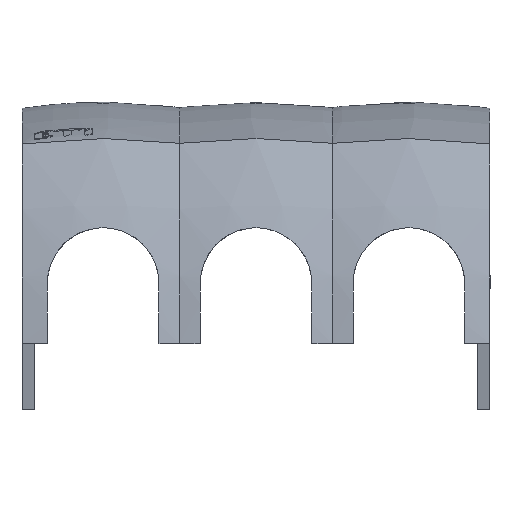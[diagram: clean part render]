
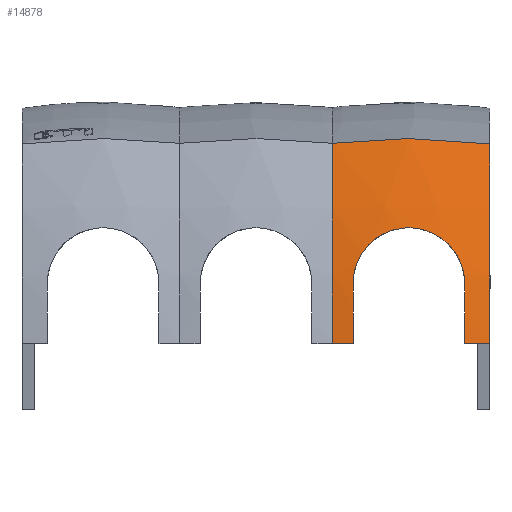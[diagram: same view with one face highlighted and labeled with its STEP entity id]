
A CAD part, front view. The second image highlights one B-rep face of the part: STEP entity #14878.
In plain terms, the highlighted free-form (B-spline) face has degree [3, 3] with [4, 4] control points.
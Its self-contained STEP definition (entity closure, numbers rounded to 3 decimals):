
#7776=CARTESIAN_POINT('',(25.991,-87.816,46.122));
#7777=CARTESIAN_POINT('',(27.53,-87.816,46.122));
#7778=CARTESIAN_POINT('',(30.608,-87.758,46.059));
#7779=CARTESIAN_POINT('',(35.215,-87.515,45.754));
#7780=CARTESIAN_POINT('',(38.27,-87.244,45.418));
#7781=CARTESIAN_POINT('',(39.791,-87.081,45.217));
#7786=CARTESIAN_POINT('',(12.991,-87.164,45.32));
#7787=CARTESIAN_POINT('',(14.425,-87.309,45.498));
#7788=CARTESIAN_POINT('',(17.303,-87.549,45.796));
#7789=CARTESIAN_POINT('',(21.643,-87.764,46.066));
#7790=CARTESIAN_POINT('',(24.542,-87.816,46.122));
#7791=CARTESIAN_POINT('',(25.991,-87.816,46.122));
#7968=CARTESIAN_POINT('',(39.791,41.968,2.25));
#7969=DIRECTION('',(1.,0.,0.));
#7970=DIRECTION('',(0.,-0.949,0.316));
#7971=AXIS2_PLACEMENT_3D('',#7968,#7969,#7970);
#8114=CARTESIAN_POINT('',(39.791,-93.748,11.25));
#8115=CARTESIAN_POINT('',(39.314,-93.816,11.25));
#8116=CARTESIAN_POINT('',(38.36,-93.946,11.25));
#8117=CARTESIAN_POINT('',(36.927,-94.12,11.25));
#8118=CARTESIAN_POINT('',(35.97,-94.222,11.25));
#8119=CARTESIAN_POINT('',(35.491,-94.269,11.25));
#8139=CARTESIAN_POINT('',(35.491,41.968,2.25));
#8140=DIRECTION('',(-1.,0.,0.));
#8141=DIRECTION('',(0.,-0.998,0.066));
#8142=AXIS2_PLACEMENT_3D('',#8139,#8140,#8141);
#8169=CARTESIAN_POINT('',(24.691,-92.003,30.861));
#8170=CARTESIAN_POINT('',(24.131,-92.012,30.783));
#8171=CARTESIAN_POINT('',(23.026,-92.041,30.529));
#8172=CARTESIAN_POINT('',(21.459,-92.119,29.857));
#8173=CARTESIAN_POINT('',(20.032,-92.23,28.915));
#8174=CARTESIAN_POINT('',(18.798,-92.374,27.733));
#8175=CARTESIAN_POINT('',(17.793,-92.548,26.351));
#8176=CARTESIAN_POINT('',(17.05,-92.748,24.81));
#8177=CARTESIAN_POINT('',(16.594,-92.97,23.162));
#8178=CARTESIAN_POINT('',(16.491,-93.128,22.021));
#8179=CARTESIAN_POINT('',(16.491,-93.209,21.45));
#8206=CARTESIAN_POINT('',(16.491,41.968,2.25));
#8207=DIRECTION('',(1.,0.,0.));
#8208=DIRECTION('',(0.,-0.99,0.141));
#8209=AXIS2_PLACEMENT_3D('',#8206,#8207,#8208);
#10225=CARTESIAN_POINT('',(12.991,41.968,2.25));
#10226=DIRECTION('',(1.,0.,0.));
#10227=DIRECTION('',(0.,-0.949,0.316));
#10228=AXIS2_PLACEMENT_3D('',#10225,#10226,#10227);
#10233=CARTESIAN_POINT('',(27.29,-92.003,
30.861));
#10234=CARTESIAN_POINT('',(27.834,-92.011,
30.786));
#10235=CARTESIAN_POINT('',(28.916,-92.04,
30.54));
#10236=CARTESIAN_POINT('',(30.478,-92.118,
29.881));
#10237=CARTESIAN_POINT('',(31.915,-92.228,
28.941));
#10238=CARTESIAN_POINT('',(33.157,-92.369,
27.766));
#10239=CARTESIAN_POINT('',(34.189,-92.548,
26.352));
#10240=CARTESIAN_POINT('',(34.926,-92.745,
24.824));
#10241=CARTESIAN_POINT('',(35.389,-92.97,
23.159));
#10242=CARTESIAN_POINT('',(35.491,-93.128,
22.02));
#10243=CARTESIAN_POINT('',(35.491,-93.209,
21.45));
#10248=CARTESIAN_POINT('',(25.991,-91.993,
30.95));
#10249=CARTESIAN_POINT('',(26.136,-91.993,
30.95));
#10250=CARTESIAN_POINT('',(26.425,-91.993,
30.943));
#10251=CARTESIAN_POINT('',(26.859,-91.997,
30.914));
#10252=CARTESIAN_POINT('',(27.147,-92.001,
30.88));
#10253=CARTESIAN_POINT('',(27.29,-92.003,
30.861));
#10258=CARTESIAN_POINT('',(24.691,-92.003,
30.861));
#10259=CARTESIAN_POINT('',(24.834,-92.001,
30.88));
#10260=CARTESIAN_POINT('',(25.122,-91.997,
30.914));
#10261=CARTESIAN_POINT('',(25.556,-91.993,
30.943));
#10262=CARTESIAN_POINT('',(25.846,-91.993,
30.95));
#10263=CARTESIAN_POINT('',(25.991,-91.993,
30.95));
#10268=CARTESIAN_POINT('',(12.991,-93.86,
11.25));
#10269=CARTESIAN_POINT('',(13.379,-93.912,
11.25));
#10270=CARTESIAN_POINT('',(14.155,-94.013,
11.25));
#10271=CARTESIAN_POINT('',(15.322,-94.149,
11.25));
#10272=CARTESIAN_POINT('',(16.101,-94.231,
11.25));
#10273=CARTESIAN_POINT('',(16.491,-94.269,
11.25));
#12191=CARTESIAN_POINT('',(39.791,-87.081,
45.217));
#12192=VERTEX_POINT('',#12191);
#12193=CARTESIAN_POINT('',(39.791,-93.748,
11.25));
#12194=VERTEX_POINT('',#12193);
#12261=CARTESIAN_POINT('',(12.991,-87.164,
45.32));
#12262=VERTEX_POINT('',#12261);
#12263=VERTEX_POINT('',#7776);
#12266=CARTESIAN_POINT('',(12.991,-93.86,
11.25));
#12267=VERTEX_POINT('',#12266);
#12268=VERTEX_POINT('',#10273);
#12269=CARTESIAN_POINT('',(16.491,-93.209,
21.45));
#12270=VERTEX_POINT('',#12269);
#12271=VERTEX_POINT('',#8169);
#12272=VERTEX_POINT('',#10248);
#12273=VERTEX_POINT('',#10253);
#12274=VERTEX_POINT('',#10243);
#12275=CARTESIAN_POINT('',(35.491,-94.269,
11.25));
#12276=VERTEX_POINT('',#12275);
#14847=CARTESIAN_POINT('',(12.458,-86.692,
46.485));
#14848=CARTESIAN_POINT('',(21.72,-87.926,
46.909));
#14849=CARTESIAN_POINT('',(31.072,-87.889,
46.897));
#14850=CARTESIAN_POINT('',(40.323,-86.582,
46.447));
#14851=CARTESIAN_POINT('',(12.458,-90.691,
34.854));
#14852=CARTESIAN_POINT('',(21.72,-91.963,
35.166));
#14853=CARTESIAN_POINT('',(31.072,-91.925,
35.157));
#14854=CARTESIAN_POINT('',(40.323,-90.578,
34.826));
#14855=CARTESIAN_POINT('',(12.458,-93.086,
22.789));
#14856=CARTESIAN_POINT('',(21.72,-94.381,
22.986));
#14857=CARTESIAN_POINT('',(31.072,-94.342,
22.98));
#14858=CARTESIAN_POINT('',(40.323,-92.971,
22.772));
#14859=CARTESIAN_POINT('',(12.458,-93.833,
10.512));
#14860=CARTESIAN_POINT('',(21.72,-95.135,
10.591));
#14861=CARTESIAN_POINT('',(31.072,-95.096,
10.589));
#14862=CARTESIAN_POINT('',(40.323,-93.717,
10.505));
#14863=(BOUNDED_SURFACE()B_SPLINE_SURFACE(3,3,((#14847,#14848,#14849,#14850),(
#14851,#14852,#14853,#14854),(#14855,#14856,#14857,#14858),(#14859,#14860,
#14861,#14862)),.UNSPECIFIED.,.F.,.F.,.F.)B_SPLINE_SURFACE_WITH_KNOTS((4,4),(4,
4),(0.,1.),(0.,1.),.UNSPECIFIED.)GEOMETRIC_REPRESENTATION_ITEM()RATIONAL_B_SPLINE_SURFACE(((1.01,1.003,1.003,
1.01),(1.004,0.997,0.997,
1.004),(1.004,0.997,0.997,
1.004),(1.01,1.003,1.003,
1.01)))REPRESENTATION_ITEM('')SURFACE());
#14864=ORIENTED_EDGE('',*,*,#14820,.F.);
#14865=ORIENTED_EDGE('',*,*,#13017,.T.);
#14866=ORIENTED_EDGE('',*,*,#13015,.T.);
#14867=ORIENTED_EDGE('',*,*,#13171,.T.);
#14868=ORIENTED_EDGE('',*,*,#13326,.T.);
#14869=ORIENTED_EDGE('',*,*,#13350,.T.);
#14870=ORIENTED_EDGE('',*,*,#13376,.F.);
#14871=ORIENTED_EDGE('',*,*,#13374,.F.);
#14872=ORIENTED_EDGE('',*,*,#13372,.F.);
#14873=ORIENTED_EDGE('',*,*,#13370,.T.);
#14874=ORIENTED_EDGE('',*,*,#13401,.T.);
#14875=ORIENTED_EDGE('',*,*,#13430,.F.);
#14876=EDGE_LOOP('',(#14864,#14865,#14866,#14867,#14868,#14869,#14870,#14871,
#14872,#14873,#14874,#14875));
#14877=FACE_OUTER_BOUND('',#14876,.F.);
#7782=B_SPLINE_CURVE_WITH_KNOTS('',3,(#7776,#7777,#7778,#7779,#7780,#7781),
.UNSPECIFIED.,.F.,.F.,(4,1,1,4),(0.,0.333,0.667,1.),
.UNSPECIFIED.);
#7792=B_SPLINE_CURVE_WITH_KNOTS('',3,(#7786,#7787,#7788,#7789,#7790,#7791),
.UNSPECIFIED.,.F.,.F.,(4,1,1,4),(0.,0.333,0.667,1.),
.UNSPECIFIED.);
#7972=CIRCLE('',#7971,136.013);
#8120=B_SPLINE_CURVE_WITH_KNOTS('',3,(#8114,#8115,#8116,#8117,#8118,#8119),
.UNSPECIFIED.,.F.,.F.,(4,1,1,4),(0.,0.333,0.667,1.),
.UNSPECIFIED.);
#8143=CIRCLE('',#8142,136.534);
#8180=B_SPLINE_CURVE_WITH_KNOTS('',3,(#8169,#8170,#8171,#8172,#8173,#8174,#8175,
#8176,#8177,#8178,#8179),.UNSPECIFIED.,.F.,.F.,(4,1,1,1,1,1,1,1,4),(0.,
0.125,0.25,0.375,0.5,0.625,0.75,0.875,1.),.UNSPECIFIED.);
#8210=CIRCLE('',#8209,136.534);
#10229=CIRCLE('',#10228,136.125);
#10244=B_SPLINE_CURVE_WITH_KNOTS('',3,(#10233,#10234,#10235,#10236,#10237,
#10238,#10239,#10240,#10241,#10242,#10243),.UNSPECIFIED.,.F.,.F.,(4,1,1,1,1,1,1,
1,4),(0.,0.125,0.25,0.375,0.5,0.625,0.75,0.875,1.),
.UNSPECIFIED.);
#10254=B_SPLINE_CURVE_WITH_KNOTS('',3,(#10248,#10249,#10250,#10251,#10252,
#10253),.UNSPECIFIED.,.F.,.F.,(4,1,1,4),(0.,0.333,
0.667,1.),.UNSPECIFIED.);
#10264=B_SPLINE_CURVE_WITH_KNOTS('',3,(#10258,#10259,#10260,#10261,#10262,
#10263),.UNSPECIFIED.,.F.,.F.,(4,1,1,4),(0.,0.333,
0.667,1.),.UNSPECIFIED.);
#10274=B_SPLINE_CURVE_WITH_KNOTS('',3,(#10268,#10269,#10270,#10271,#10272,
#10273),.UNSPECIFIED.,.F.,.F.,(4,1,1,4),(0.,0.333,
0.667,1.),.UNSPECIFIED.);
#13015=EDGE_CURVE('',#12263,#12192,#7782,.T.);
#13017=EDGE_CURVE('',#12262,#12263,#7792,.T.);
#13171=EDGE_CURVE('',#12192,#12194,#7972,.T.);
#13326=EDGE_CURVE('',#12194,#12276,#8120,.T.);
#13350=EDGE_CURVE('',#12276,#12274,#8143,.T.);
#13370=EDGE_CURVE('',#12271,#12270,#8180,.T.);
#13372=EDGE_CURVE('',#12271,#12272,#10264,.T.);
#13374=EDGE_CURVE('',#12272,#12273,#10254,.T.);
#13376=EDGE_CURVE('',#12273,#12274,#10244,.T.);
#13401=EDGE_CURVE('',#12270,#12268,#8210,.T.);
#13430=EDGE_CURVE('',#12267,#12268,#10274,.T.);
#14820=EDGE_CURVE('',#12262,#12267,#10229,.T.);
#14878=ADVANCED_FACE('',(#14877),#14863,.T.);
